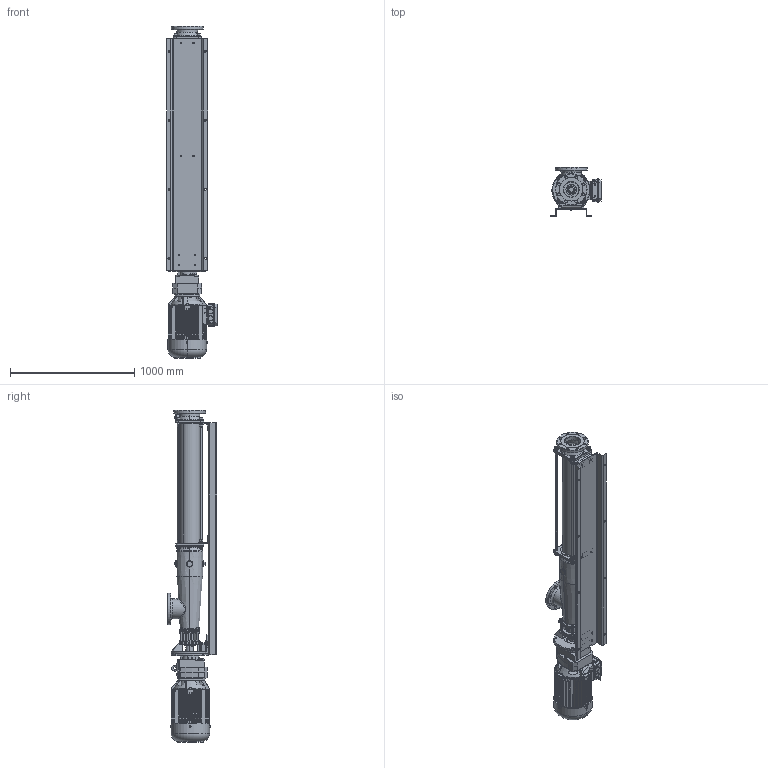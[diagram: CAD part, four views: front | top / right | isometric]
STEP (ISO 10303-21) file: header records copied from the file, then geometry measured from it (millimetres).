
FILE_DESCRIPTION (( 'STEP AP214' ), '1' );
FILE_NAME ('RMCB 632.STEP', '2025-06-09T07:38:40', ( '' ), ( '' ), 'SwSTEP 2.0', 'SolidWorks 2021', '' );
FILE_SCHEMA (( 'AUTOMOTIVE_DESIGN' ));
Length unit declared in the file: millimetre
Products named in the file (1): RMCB 632
Bounding box: 406.5 x 398.92 x 2667.59 mm (x, y, z)
Volume: 63002110.3 mm3; surface area: 7553510.2 mm2
Topology: 95 solids, 101 shells, 3422 faces, 8662 edges, 5479 vertices
Faces by surface type: plane 1381, cylinder 1209, cone 584, torus 171, bspline 75, sphere 2
Entity records: 154772 total; most frequent: CARTESIAN_POINT 33888, DIRECTION 17381, ORIENTED_EDGE 17244, EDGE_CURVE 8622, AXIS2_PLACEMENT_3D 6603, VERTEX_POINT 5479, LINE 4175, VECTOR 4175
